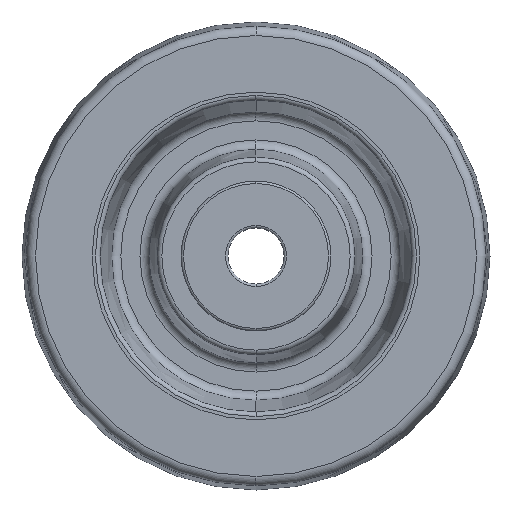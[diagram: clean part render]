
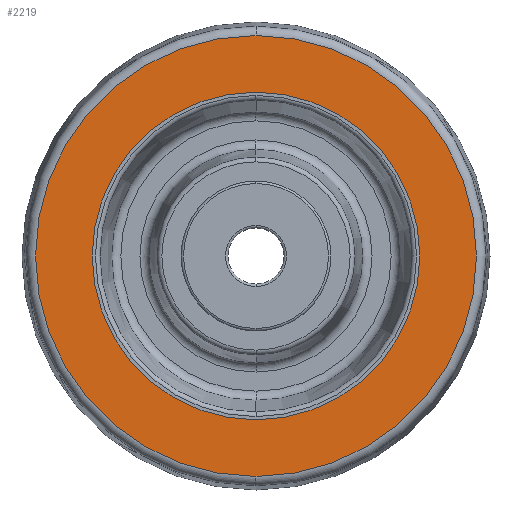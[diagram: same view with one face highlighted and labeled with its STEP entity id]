
A CAD part, left-side view. The second image highlights one B-rep face of the part: STEP entity #2219.
In plain terms, the highlighted planar face has unit normal (-1, 0, 0).
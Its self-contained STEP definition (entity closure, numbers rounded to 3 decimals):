
#147 = DIRECTION ( 'NONE',  ( -1., 0., 0. ) ) ;
#452 = CIRCLE ( 'NONE', #4243, 47.108 ) ;
#474 = VERTEX_POINT ( 'NONE', #2107 ) ;
#758 = DIRECTION ( 'NONE',  ( -1., 0., 0. ) ) ;
#794 = CARTESIAN_POINT ( 'NONE',  ( 2., 0., 0. ) ) ;
#834 = CARTESIAN_POINT ( 'NONE',  ( 2., 0., -47.108 ) ) ;
#939 = DIRECTION ( 'NONE',  ( 0., 0., 1. ) ) ;
#971 = CARTESIAN_POINT ( 'NONE',  ( 2., 0., 0. ) ) ;
#990 = EDGE_CURVE ( 'NONE', #474, #1203, #4196, .T. ) ;
#1070 = FACE_OUTER_BOUND ( 'NONE', #2298, .T. ) ;
#1198 = DIRECTION ( 'NONE',  ( -1., 0., 0. ) ) ;
#1203 = VERTEX_POINT ( 'NONE', #3897 ) ;
#1314 = DIRECTION ( 'NONE',  ( 1., 0., 0. ) ) ;
#1517 = CIRCLE ( 'NONE', #2638, 47.108 ) ;
#1615 = CIRCLE ( 'NONE', #5257, 35. ) ;
#1940 = EDGE_CURVE ( 'NONE', #4828, #4755, #1517, .T. ) ;
#2107 = CARTESIAN_POINT ( 'NONE',  ( 2., 0., -35. ) ) ;
#2157 = DIRECTION ( 'NONE',  ( 0., 0., -1. ) ) ;
#2219 = ADVANCED_FACE ( 'NONE', ( #3134, #1070 ), #4288, .F. ) ;
#2298 = EDGE_LOOP ( 'NONE', ( #5285, #4424 ) ) ;
#2302 = ORIENTED_EDGE ( 'NONE', *, *, #990, .F. ) ;
#2413 = AXIS2_PLACEMENT_3D ( 'NONE', #4306, #1314, #2157 ) ;
#2528 = AXIS2_PLACEMENT_3D ( 'NONE', #794, #1198, #4535 ) ;
#2638 = AXIS2_PLACEMENT_3D ( 'NONE', #2827, #758, #3649 ) ;
#2736 = EDGE_LOOP ( 'NONE', ( #4501, #2302 ) ) ;
#2827 = CARTESIAN_POINT ( 'NONE',  ( 2., 0., 0. ) ) ;
#2945 = CARTESIAN_POINT ( 'NONE',  ( 2., 0., 47.108 ) ) ;
#3017 = CARTESIAN_POINT ( 'NONE',  ( 2., 0., 0. ) ) ;
#3025 = EDGE_CURVE ( 'NONE', #1203, #474, #1615, .T. ) ;
#3134 = FACE_BOUND ( 'NONE', #2736, .T. ) ;
#3649 = DIRECTION ( 'NONE',  ( 0., 0., 1. ) ) ;
#3897 = CARTESIAN_POINT ( 'NONE',  ( 2., 0., 35. ) ) ;
#4136 = EDGE_CURVE ( 'NONE', #4755, #4828, #452, .T. ) ;
#4196 = CIRCLE ( 'NONE', #2528, 35. ) ;
#4243 = AXIS2_PLACEMENT_3D ( 'NONE', #971, #5137, #4256 ) ;
#4256 = DIRECTION ( 'NONE',  ( 0., 0., 1. ) ) ;
#4288 = PLANE ( 'NONE',  #2413 ) ;
#4306 = CARTESIAN_POINT ( 'NONE',  ( 2., 35., 0. ) ) ;
#4424 = ORIENTED_EDGE ( 'NONE', *, *, #4136, .T. ) ;
#4501 = ORIENTED_EDGE ( 'NONE', *, *, #3025, .F. ) ;
#4535 = DIRECTION ( 'NONE',  ( 0., 0., 1. ) ) ;
#4755 = VERTEX_POINT ( 'NONE', #834 ) ;
#4828 = VERTEX_POINT ( 'NONE', #2945 ) ;
#5137 = DIRECTION ( 'NONE',  ( -1., 0., 0. ) ) ;
#5257 = AXIS2_PLACEMENT_3D ( 'NONE', #3017, #147, #939 ) ;
#5285 = ORIENTED_EDGE ( 'NONE', *, *, #1940, .T. ) ;
